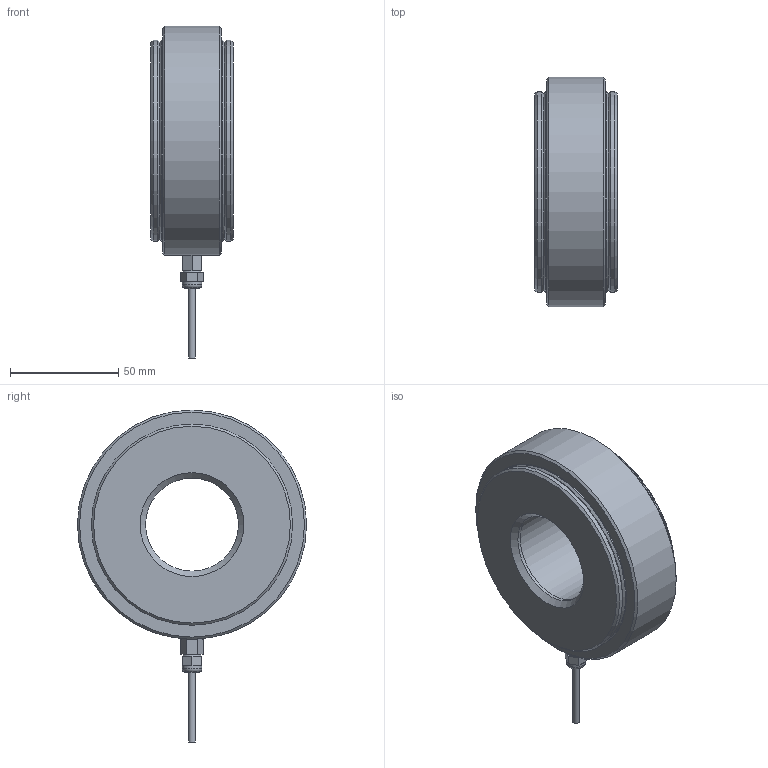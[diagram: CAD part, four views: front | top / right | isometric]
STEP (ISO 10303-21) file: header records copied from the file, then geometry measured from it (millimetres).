
FILE_DESCRIPTION( ( 'Unknown' ), '1' );
FILE_NAME( 'K181-1000kN.stp', 'Unknown', ( 'Unknown' ), ( 'Unknown' ), 'PSStep 17.0.49', 'Unknown', ' ' );
FILE_SCHEMA( ( 'AUTOMOTIVE_DESIGN { 1 0 10303 214 1 1 1 1 }' ) );
Length unit declared in the file: millimetre
Products named in the file (5): Assem1; 2774-029_DOC-00102361; skindicht-mini m6x1_doc-00036125; kabel 3,2 50mm lang_doc-00022539; 2774-035_DOC-00102398
Assembly tree (5 placements, depth 2):
  Assem1
    2774-029_DOC-00102361
    skindicht-mini m6x1_doc-00036125
    kabel 3,2 50mm lang_doc-00022539
    2774-035_DOC-00102398  x2
Bounding box: 38 x 106 x 153.5 mm (x, y, z)
Volume: 256900.9 mm3; surface area: 53080.7 mm2
Topology: 5 solids, 6 shells, 81 faces, 167 edges, 101 vertices
Faces by surface type: plane 39, cone 20, cylinder 20, torus 1, bspline 1
Full cylindrical faces by diameter (mm): 3.2 x1, 4.5 x1, 8 x1, 9.026 x1, 43 x3, 93 x4, 106 x1
Entity records: 2611 total; most frequent: CARTESIAN_POINT 430, DIRECTION 340, ORIENTED_EDGE 252, AXIS2_PLACEMENT_3D 139, EDGE_CURVE 126, EDGE_LOOP 108, VERTEX_POINT 88, FACE_OUTER_BOUND 86
